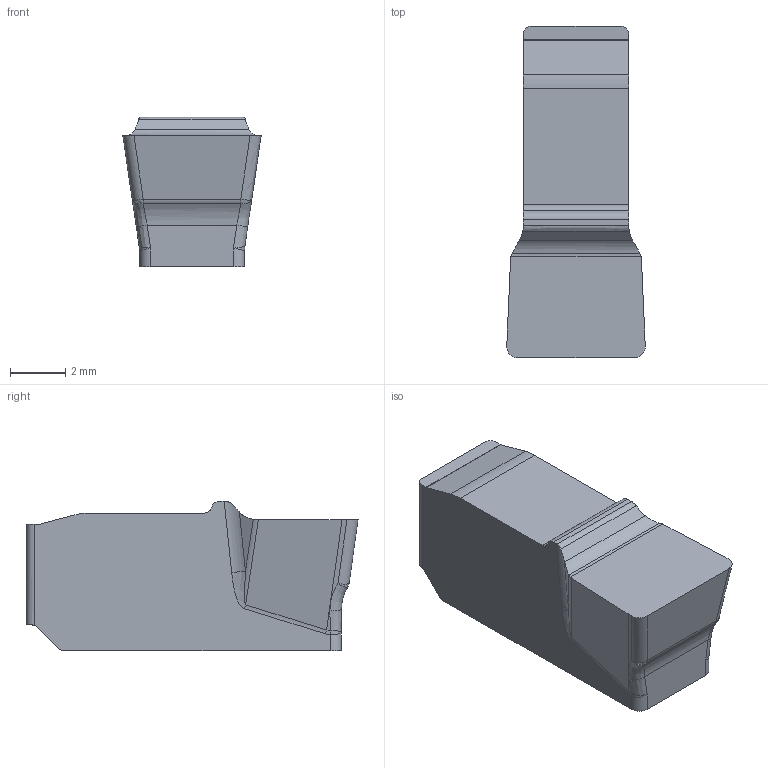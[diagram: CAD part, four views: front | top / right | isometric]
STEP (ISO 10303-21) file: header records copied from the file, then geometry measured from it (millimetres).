
FILE_DESCRIPTION(/* description */ (''),/* implementation_level */ '2;1');
FILE_NAME(/* name */ 'aaa356919_a.stp',/* time_stamp */ '2021-03-05T14:25:33+01:00',/* author */ (''),/* organization */ ('SMS'),/* preprocessor_version */ 'ST-DEVELOPER v16.7',/* originating_system */ 'SIEMENS PLM Software NX 12.0',/* authorisation */ '');
FILE_SCHEMA (('AUTOMOTIVE_DESIGN { 1 0 10303 214 3 1 1 1 }'));
Length unit declared in the file: millimetre
Products named in the file (1): AAA356919_A
Bounding box: 5 x 12 x 5.4 mm (x, y, z)
Volume: 220.4 mm3; surface area: 241.2 mm2
Topology: 1 solids, 1 shells, 61 faces, 160 edges, 99 vertices
Faces by surface type: cylinder 19, plane 19, bspline 18, extrusion 5
Entity records: 4052 total; most frequent: CARTESIAN_POINT 2417, ORIENTED_EDGE 310, DIRECTION 242, EDGE_CURVE 155, VERTEX_POINT 96, AXIS2_PLACEMENT_3D 85, VECTOR 72, LINE 67
